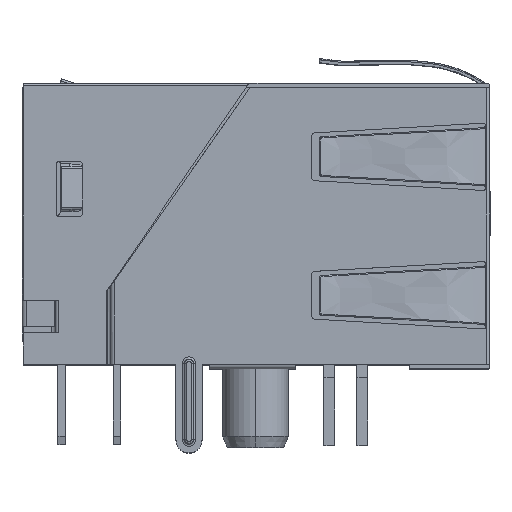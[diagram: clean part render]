
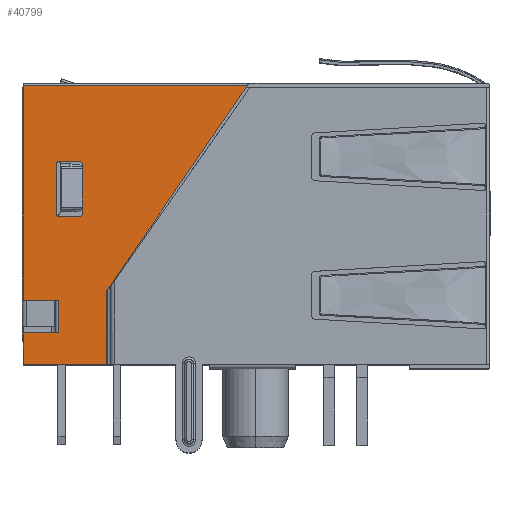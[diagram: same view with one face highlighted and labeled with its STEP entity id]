
A CAD part, top view. The second image highlights one B-rep face of the part: STEP entity #40799.
In plain terms, the highlighted planar face has unit normal (0, 0, -1).
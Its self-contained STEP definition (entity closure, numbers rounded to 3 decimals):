
#20433 = CARTESIAN_POINT ( 'NONE',  ( -0.14, 3.8, 0.24 ) ) ;
#20434 = DIRECTION ( 'NONE',  ( 0., 1., 0. ) ) ;
#20435 = VECTOR ( 'NONE', #20434, 1000. ) ;
#20437 = CARTESIAN_POINT ( 'NONE',  ( -0.14, 10.2, 0.24 ) ) ;
#20439 = LINE ( 'NONE', #20437, #20435 ) ;
#20444 = CARTESIAN_POINT ( 'NONE',  ( -0.14, 5.26, 0.24 ) ) ;
#20892 = DIRECTION ( 'NONE',  ( 0., -1., 0. ) ) ;
#20893 = VECTOR ( 'NONE', #20892, 1000. ) ;
#21057 = CARTESIAN_POINT ( 'NONE',  ( 3.695, 3.8, 0.24 ) ) ;
#21059 = DIRECTION ( 'NONE',  ( 1., 0., 0. ) ) ;
#21060 = VECTOR ( 'NONE', #21059, 1000. ) ;
#21062 = CARTESIAN_POINT ( 'NONE',  ( 3.36, 3.8, 0.24 ) ) ;
#21063 = LINE ( 'NONE', #21062, #21060 ) ;
#23185 = CARTESIAN_POINT ( 'NONE',  ( 1.36, 10.2, 0.24 ) ) ;
#23187 = LINE ( 'NONE', #23185, #20893 ) ;
#23603 = DIRECTION ( 'NONE',  ( 0., -1., 0. ) ) ;
#23605 = DIRECTION ( 'NONE',  ( 0., 0., 1. ) ) ;
#23607 = CARTESIAN_POINT ( 'NONE',  ( -0.346, 16.856, 0.24 ) ) ;
#23609 = AXIS2_PLACEMENT_3D ( 'NONE', #23607, #23605, #23603 ) ;
#23610 = PLANE ( 'NONE',  #23609 ) ;
#23615 = FACE_OUTER_BOUND ( 'NONE', #40987, .T. ) ;
#23617 = FACE_BOUND ( 'NONE', #40801, .T. ) ;
#23726 = CIRCLE ( 'NONE', #23871, 0.1 ) ;
#23742 = CARTESIAN_POINT ( 'NONE',  ( 2.56, 13., 0.24 ) ) ;
#23744 = CARTESIAN_POINT ( 'NONE',  ( 2.56, 10.7, 0.24 ) ) ;
#23816 = CARTESIAN_POINT ( 'NONE',  ( 1.36, 13., 0.24 ) ) ;
#23818 = DIRECTION ( 'NONE',  ( 1., 0., 0. ) ) ;
#23820 = DIRECTION ( 'NONE',  ( 0., 0., 1. ) ) ;
#23822 = CARTESIAN_POINT ( 'NONE',  ( 1.46, 13., 0.24 ) ) ;
#23824 = AXIS2_PLACEMENT_3D ( 'NONE', #23822, #23820, #23818 ) ;
#23825 = CIRCLE ( 'NONE', #23824, 0.1 ) ;
#23841 = CARTESIAN_POINT ( 'NONE',  ( 1.46, 13.1, 0.24 ) ) ;
#23843 = DIRECTION ( 'NONE',  ( -1., 0., 0. ) ) ;
#23844 = VECTOR ( 'NONE', #23843, 1000. ) ;
#23846 = CARTESIAN_POINT ( 'NONE',  ( 5.001, 13.1, 0.24 ) ) ;
#23847 = LINE ( 'NONE', #23846, #23844 ) ;
#23865 = CARTESIAN_POINT ( 'NONE',  ( 2.46, 13.1, 0.24 ) ) ;
#23867 = DIRECTION ( 'NONE',  ( 1., 0., 0. ) ) ;
#23868 = DIRECTION ( 'NONE',  ( 0., 0., 1. ) ) ;
#23869 = CARTESIAN_POINT ( 'NONE',  ( 2.46, 13., 0.24 ) ) ;
#23871 = AXIS2_PLACEMENT_3D ( 'NONE', #23869, #23868, #23867 ) ;
#23947 = CARTESIAN_POINT ( 'NONE',  ( 1.36, 10.7, 0.24 ) ) ;
#23949 = CARTESIAN_POINT ( 'NONE',  ( 1.46, 10.6, 0.24 ) ) ;
#23953 = DIRECTION ( 'NONE',  ( 1., 0., 0. ) ) ;
#23955 = DIRECTION ( 'NONE',  ( 0., 0., 1. ) ) ;
#23957 = CARTESIAN_POINT ( 'NONE',  ( 1.46, 10.7, 0.24 ) ) ;
#23958 = AXIS2_PLACEMENT_3D ( 'NONE', #23957, #23955, #23953 ) ;
#23960 = CIRCLE ( 'NONE', #23958, 0.1 ) ;
#23983 = CARTESIAN_POINT ( 'NONE',  ( 3.695, 7.199, 0.24 ) ) ;
#23985 = DIRECTION ( 'NONE',  ( -0.566, -0.825, 0. ) ) ;
#23986 = VECTOR ( 'NONE', #23985, 1000. ) ;
#23988 = CARTESIAN_POINT ( 'NONE',  ( 10.141, 16.6, 0.24 ) ) ;
#23990 = LINE ( 'NONE', #23988, #23986 ) ;
#23999 = CARTESIAN_POINT ( 'NONE',  ( 10.141, 16.6, 0.24 ) ) ;
#24011 = DIRECTION ( 'NONE',  ( 1., 0., 0. ) ) ;
#24012 = VECTOR ( 'NONE', #24011, 1000. ) ;
#24014 = CARTESIAN_POINT ( 'NONE',  ( 5.001, 16.6, 0.24 ) ) ;
#24016 = LINE ( 'NONE', #24014, #24012 ) ;
#24049 = DIRECTION ( 'NONE',  ( 1., 0., 0. ) ) ;
#24051 = DIRECTION ( 'NONE',  ( 0., 0., 1. ) ) ;
#24052 = CARTESIAN_POINT ( 'NONE',  ( 2.46, 10.7, 0.24 ) ) ;
#24054 = AXIS2_PLACEMENT_3D ( 'NONE', #24052, #24051, #24049 ) ;
#24056 = CIRCLE ( 'NONE', #24054, 0.1 ) ;
#24070 = CARTESIAN_POINT ( 'NONE',  ( 2.46, 10.6, 0.24 ) ) ;
#24073 = DIRECTION ( 'NONE',  ( 1., 0., 0. ) ) ;
#24075 = VECTOR ( 'NONE', #24073, 1000. ) ;
#24076 = CARTESIAN_POINT ( 'NONE',  ( 5.001, 10.6, 0.24 ) ) ;
#24077 = LINE ( 'NONE', #24076, #24075 ) ;
#24133 = DIRECTION ( 'NONE',  ( 0., 1., 0. ) ) ;
#24135 = VECTOR ( 'NONE', #24133, 1000. ) ;
#24137 = CARTESIAN_POINT ( 'NONE',  ( 2.56, 10.2, 0.24 ) ) ;
#24138 = LINE ( 'NONE', #24137, #24135 ) ;
#24155 = CARTESIAN_POINT ( 'NONE',  ( 1.496, 5.26, 0.24 ) ) ;
#24157 = DIRECTION ( 'NONE',  ( 1., 0., 0. ) ) ;
#24159 = VECTOR ( 'NONE', #24157, 1000. ) ;
#24161 = CARTESIAN_POINT ( 'NONE',  ( 5.001, 5.26, 0.24 ) ) ;
#24162 = LINE ( 'NONE', #24161, #24159 ) ;
#24172 = CARTESIAN_POINT ( 'NONE',  ( 1.496, 6.74, 0.24 ) ) ;
#24175 = DIRECTION ( 'NONE',  ( 0., 1., 0. ) ) ;
#24176 = VECTOR ( 'NONE', #24175, 1000. ) ;
#24178 = CARTESIAN_POINT ( 'NONE',  ( 1.496, 10.2, 0.24 ) ) ;
#24180 = LINE ( 'NONE', #24178, #24176 ) ;
#24264 = CARTESIAN_POINT ( 'NONE',  ( -0.14, 16.6, 0.24 ) ) ;
#24280 = DIRECTION ( 'NONE',  ( 0., 1., 0. ) ) ;
#24281 = VECTOR ( 'NONE', #24280, 1000. ) ;
#24283 = CARTESIAN_POINT ( 'NONE',  ( -0.14, 10.2, 0.24 ) ) ;
#24285 = LINE ( 'NONE', #24283, #24281 ) ;
#24298 = CARTESIAN_POINT ( 'NONE',  ( -0.14, 6.74, 0.24 ) ) ;
#24300 = DIRECTION ( 'NONE',  ( -1., 0., 0. ) ) ;
#24302 = VECTOR ( 'NONE', #24300, 1000. ) ;
#24304 = CARTESIAN_POINT ( 'NONE',  ( 5.001, 6.74, 0.24 ) ) ;
#24305 = LINE ( 'NONE', #24304, #24302 ) ;
#24423 = DIRECTION ( 'NONE',  ( 0., -1., 0. ) ) ;
#24424 = VECTOR ( 'NONE', #24423, 1000. ) ;
#24426 = CARTESIAN_POINT ( 'NONE',  ( 3.695, 10.2, 0.24 ) ) ;
#24428 = LINE ( 'NONE', #24426, #24424 ) ;
#39482 = VERTEX_POINT ( 'NONE', #20444 ) ;
#39489 = EDGE_CURVE ( 'NONE', #39491, #39482, #20439, .T. ) ;
#39491 = VERTEX_POINT ( 'NONE', #20433 ) ;
#39811 = EDGE_CURVE ( 'NONE', #39491, #39812, #21063, .T. ) ;
#39812 = VERTEX_POINT ( 'NONE', #21057 ) ;
#40799 = ADVANCED_FACE ( 'NONE', ( #23617, #23615 ), #23610, .F. ) ;
#40801 = EDGE_LOOP ( 'NONE', ( #41012, #40871, #40881, #40892, #40902, #40962, #40972, #40983 ) ) ;
#40865 = VERTEX_POINT ( 'NONE', #23744 ) ;
#40867 = VERTEX_POINT ( 'NONE', #23742 ) ;
#40871 = ORIENTED_EDGE ( 'NONE', *, *, #40873, .T. ) ;
#40873 = EDGE_CURVE ( 'NONE', #40867, #40878, #23726, .T. ) ;
#40878 = VERTEX_POINT ( 'NONE', #23865 ) ;
#40881 = ORIENTED_EDGE ( 'NONE', *, *, #40883, .T. ) ;
#40883 = EDGE_CURVE ( 'NONE', #40878, #40887, #23847, .T. ) ;
#40887 = VERTEX_POINT ( 'NONE', #23841 ) ;
#40892 = ORIENTED_EDGE ( 'NONE', *, *, #40893, .T. ) ;
#40893 = EDGE_CURVE ( 'NONE', #40887, #40895, #23825, .T. ) ;
#40895 = VERTEX_POINT ( 'NONE', #23816 ) ;
#40902 = ORIENTED_EDGE ( 'NONE', *, *, #40903, .T. ) ;
#40903 = EDGE_CURVE ( 'NONE', #40895, #40906, #23187, .T. ) ;
#40906 = VERTEX_POINT ( 'NONE', #23947 ) ;
#40941 = EDGE_CURVE ( 'NONE', #41084, #40946, #24016, .T. ) ;
#40946 = VERTEX_POINT ( 'NONE', #23999 ) ;
#40949 = ORIENTED_EDGE ( 'NONE', *, *, #40950, .T. ) ;
#40950 = EDGE_CURVE ( 'NONE', #40946, #40954, #23990, .T. ) ;
#40954 = VERTEX_POINT ( 'NONE', #23983 ) ;
#40959 = ORIENTED_EDGE ( 'NONE', *, *, #41160, .T. ) ;
#40962 = ORIENTED_EDGE ( 'NONE', *, *, #40966, .T. ) ;
#40966 = EDGE_CURVE ( 'NONE', #40906, #40970, #23960, .T. ) ;
#40970 = VERTEX_POINT ( 'NONE', #23949 ) ;
#40972 = ORIENTED_EDGE ( 'NONE', *, *, #40976, .T. ) ;
#40976 = EDGE_CURVE ( 'NONE', #40970, #40980, #24077, .T. ) ;
#40980 = VERTEX_POINT ( 'NONE', #24070 ) ;
#40983 = ORIENTED_EDGE ( 'NONE', *, *, #40985, .T. ) ;
#40985 = EDGE_CURVE ( 'NONE', #40980, #40865, #24056, .T. ) ;
#40987 = EDGE_LOOP ( 'NONE', ( #40994, #40998, #41009, #41066, #41077, #41088, #40949, #40959, #41162 ) ) ;
#40994 = ORIENTED_EDGE ( 'NONE', *, *, #39489, .T. ) ;
#40998 = ORIENTED_EDGE ( 'NONE', *, *, #41005, .T. ) ;
#41005 = EDGE_CURVE ( 'NONE', #39482, #41007, #24162, .T. ) ;
#41007 = VERTEX_POINT ( 'NONE', #24155 ) ;
#41009 = ORIENTED_EDGE ( 'NONE', *, *, #41061, .T. ) ;
#41012 = ORIENTED_EDGE ( 'NONE', *, *, #41015, .T. ) ;
#41015 = EDGE_CURVE ( 'NONE', #40865, #40867, #24138, .T. ) ;
#41061 = EDGE_CURVE ( 'NONE', #41007, #41064, #24180, .T. ) ;
#41064 = VERTEX_POINT ( 'NONE', #24172 ) ;
#41066 = ORIENTED_EDGE ( 'NONE', *, *, #41071, .T. ) ;
#41071 = EDGE_CURVE ( 'NONE', #41064, #41074, #24305, .T. ) ;
#41074 = VERTEX_POINT ( 'NONE', #24298 ) ;
#41077 = ORIENTED_EDGE ( 'NONE', *, *, #41079, .T. ) ;
#41079 = EDGE_CURVE ( 'NONE', #41074, #41084, #24285, .T. ) ;
#41084 = VERTEX_POINT ( 'NONE', #24264 ) ;
#41088 = ORIENTED_EDGE ( 'NONE', *, *, #40941, .T. ) ;
#41160 = EDGE_CURVE ( 'NONE', #40954, #39812, #24428, .T. ) ;
#41162 = ORIENTED_EDGE ( 'NONE', *, *, #39811, .F. ) ;
